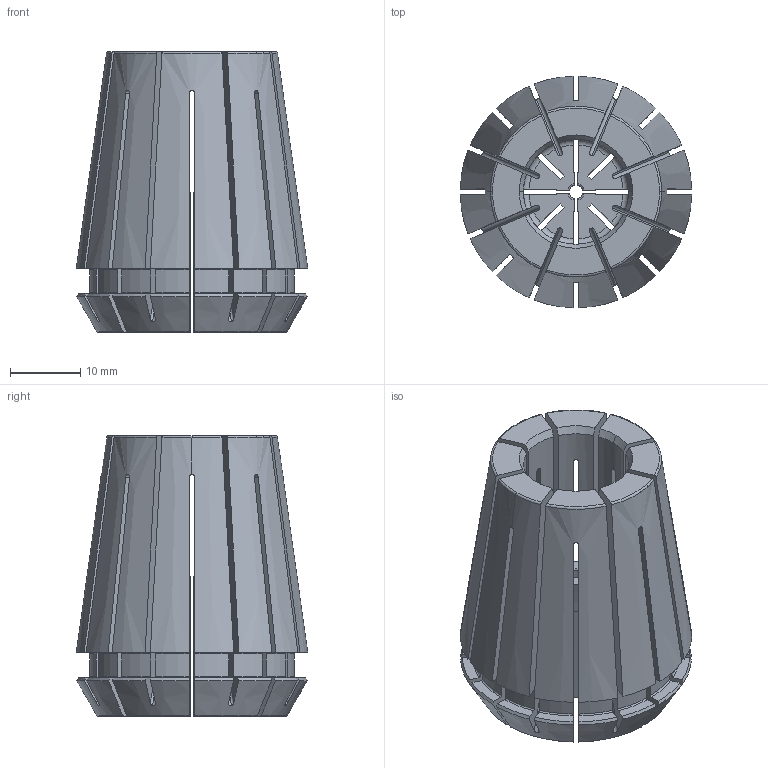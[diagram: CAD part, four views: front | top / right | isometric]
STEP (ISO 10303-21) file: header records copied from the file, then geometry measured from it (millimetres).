
FILE_DESCRIPTION(('HOOPS Exchange Step'),'2;1');
FILE_NAME('export-4885F6DD-AC4E-45B6-9415-8CA0A21F61E6.stp','2024-01-16T17:15:10+01:00',('Engineering'),('Alibre'),'HOOPS Exchange 2021.0','Alibre','Unknown authorisation');
FILE_SCHEMA( ('AP242_MANAGED_MODEL_BASED_3D_ENGINEERING_MIM_LF {1 0 10303 442 1 1 4 }') );
Length unit declared in the file: millimetre
Products named in the file (1): 6506 Single ER 32-UP Collet 2.00mm ULTRA Precision Swiss Quality
Bounding box: 32.99 x 32.99 x 40 mm (x, y, z)
Volume: 19122 mm3; surface area: 14798 mm2
Topology: 1 solids, 1 shells, 285 faces, 873 edges, 580 vertices
Faces by surface type: plane 100, torus 74, cylinder 67, cone 44
Entity records: 10337 total; most frequent: CARTESIAN_POINT 2659, ORIENTED_EDGE 1746, DIRECTION 1500, EDGE_CURVE 873, VERTEX_POINT 580, AXIS2_PLACEMENT_3D 573, VECTOR 354, LINE 354
